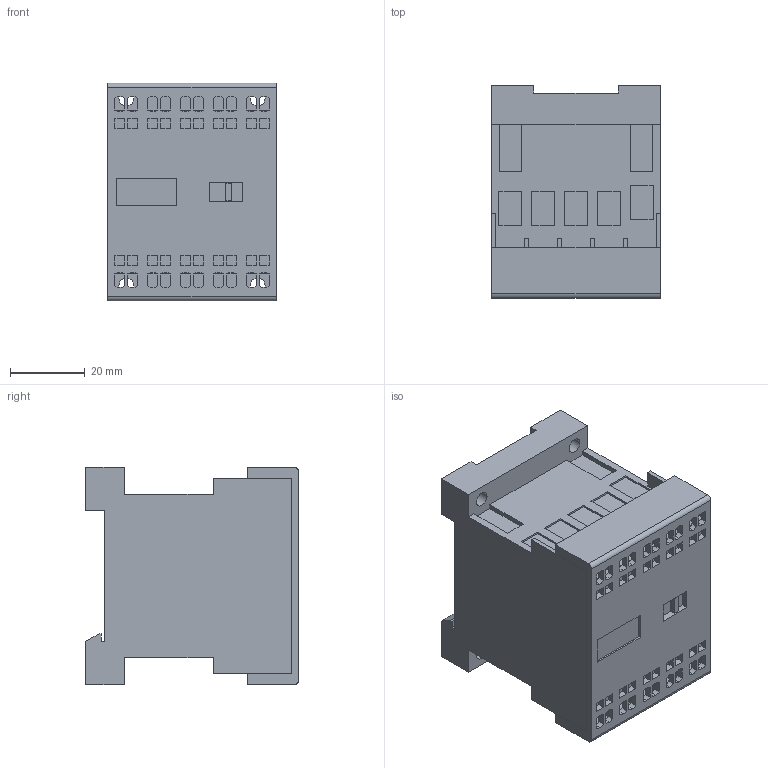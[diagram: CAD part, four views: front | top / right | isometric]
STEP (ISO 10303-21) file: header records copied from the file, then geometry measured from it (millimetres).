
FILE_DESCRIPTION(('starvars output'),'2;1');
FILE_NAME('CA2KN223B7_3D.stp','13:06:12 2020/03/31',( 'Thomas Industrial Network Germany GmbH'),( 'Thomas Industrial Network Germany GmbH'),'unknown preprocess','ACIS' ,'unknown authorization');
FILE_SCHEMA(('AUTOMOTIVE_DESIGN_CC2 {UNKNOWN IMPLEMENTATION LEVEL}'));
Length unit declared in the file: millimetre
Products named in the file (2): PRODUCT_ID_417; PRODUCT_ID_418
Bounding box: 45 x 56.7 x 58.1 mm (x, y, z)
Volume: 112191.5 mm3; surface area: 25938.8 mm2
Topology: 2 solids, 2 shells, 369 faces, 1059 edges, 706 vertices
Faces by surface type: plane 279, cylinder 90
Entity records: 14476 total; most frequent: ORIENTED_EDGE 2118, CARTESIAN_POINT 1965, DIRECTION 1665, EDGE_CURVE 1059, VECTOR 853, LINE 853, VERTEX_POINT 706, EDGE_LOOP 471
